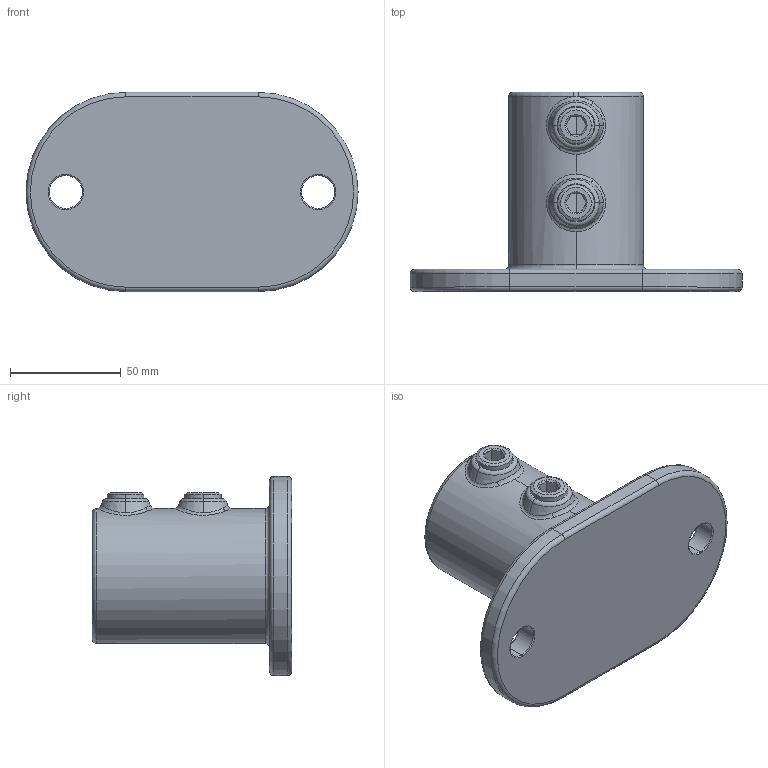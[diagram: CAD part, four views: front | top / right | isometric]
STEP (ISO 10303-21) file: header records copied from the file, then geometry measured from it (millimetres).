
FILE_DESCRIPTION (( 'STEP AP203' ), '1' );
FILE_NAME ('T13200.STEP', '2018-05-21T13:25:59', ( '' ), ( '' ), 'SwSTEP 2.0', 'SolidWorks 2016', '' );
FILE_SCHEMA (( 'CONFIG_CONTROL_DESIGN' ));
Length unit declared in the file: millimetre
Products named in the file (3): T13200; T19300
Assembly tree (3 placements, depth 2):
  T13200
    T13200
    T19300  x2
Bounding box: 150 x 90 x 90 mm (x, y, z)
Volume: 194002.4 mm3; surface area: 57838.4 mm2
Topology: 3 solids, 3 shells, 90 faces, 220 edges, 136 vertices
Faces by surface type: plane 24, cylinder 22, cone 20, torus 19, bspline 5
Entity records: 3757 total; most frequent: CARTESIAN_POINT 1743, DIRECTION 367, ORIENTED_EDGE 352, EDGE_CURVE 176, AXIS2_PLACEMENT_3D 160, VERTEX_POINT 108, CIRCLE 87, EDGE_LOOP 82
